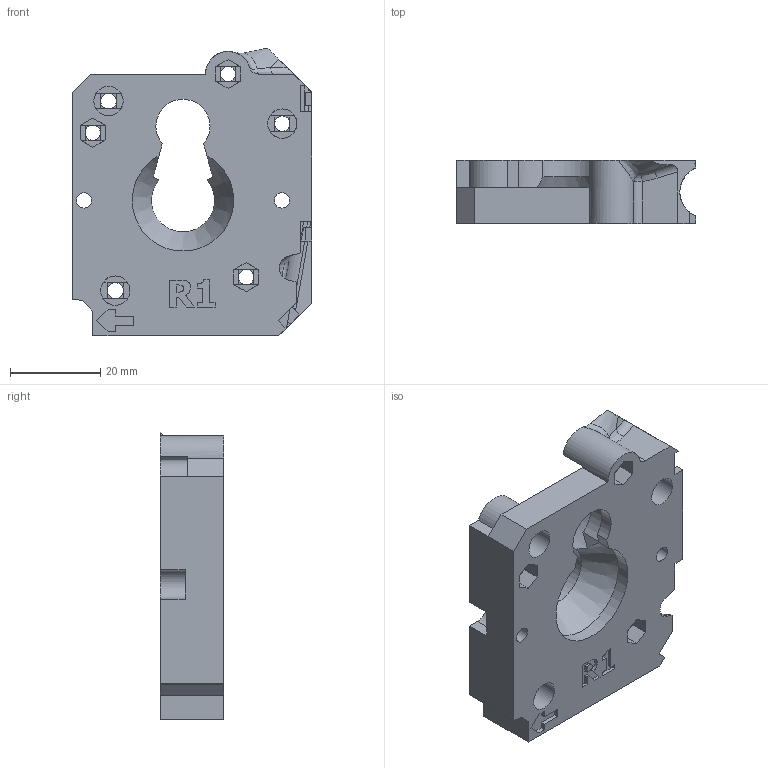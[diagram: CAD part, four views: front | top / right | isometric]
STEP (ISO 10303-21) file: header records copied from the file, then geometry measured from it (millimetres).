
FILE_DESCRIPTION(/* description */ (''),/* implementation_level */ '2;1');
FILE_NAME(/* name */ 'MINI-extruder-front.stp',/* time_stamp */ '2019',/* author */ ('Robert Turinsky'),/* organization */ (''),/* preprocessor_version */ 'ST-DEVELOPER v17.2',/* originating_system */ 'Autodesk Inventor 2019',/* authorisation */ '');
FILE_SCHEMA (('AUTOMOTIVE_DESIGN { 1 0 10303 214 3 1 1 }'));
Length unit declared in the file: millimetre
Products named in the file (1): extruder4.3_a
Bounding box: 53 x 14 x 63.72 mm (x, y, z)
Volume: 29833.5 mm3; surface area: 11557.9 mm2
Topology: 1 solids, 1 shells, 252 faces, 707 edges, 454 vertices
Faces by surface type: plane 177, cylinder 48, bspline 18, cone 5, torus 3, sphere 1
Full cylindrical faces by diameter (mm): 3.4 x6, 3.5 x2, 6.5 x4
Entity records: 8482 total; most frequent: CARTESIAN_POINT 1932, ORIENTED_EDGE 1414, DIRECTION 1282, EDGE_CURVE 707, LINE 502, VECTOR 502, VERTEX_POINT 454, AXIS2_PLACEMENT_3D 390
